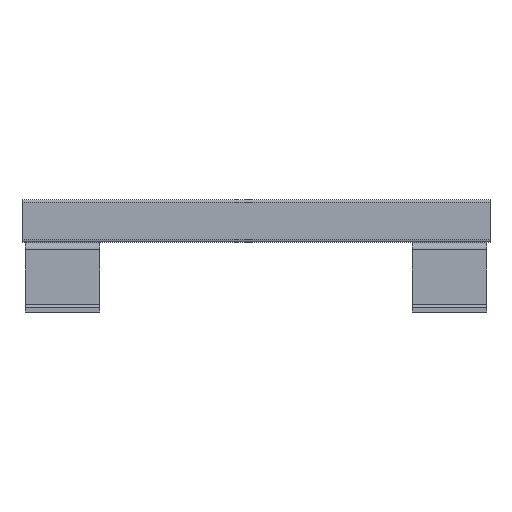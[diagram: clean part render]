
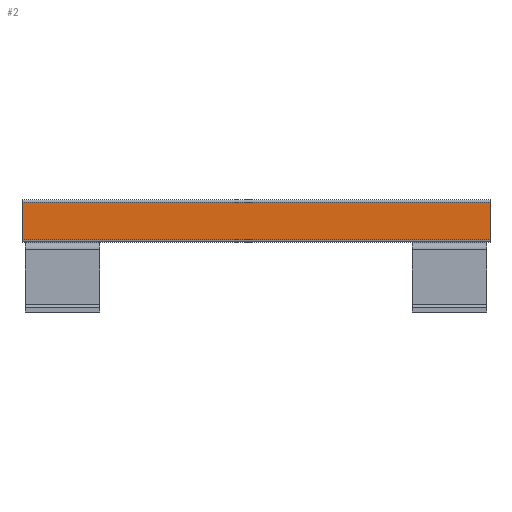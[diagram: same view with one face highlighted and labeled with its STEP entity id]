
A CAD part, left-side view. The second image highlights one B-rep face of the part: STEP entity #2.
In plain terms, the highlighted planar face has unit normal (-1, 0, 0).
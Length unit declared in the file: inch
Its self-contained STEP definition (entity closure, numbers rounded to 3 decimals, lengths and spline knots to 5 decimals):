
#2 = ADVANCED_FACE ( 'NONE', ( #35 ), #1806, .T. ) ;
#35 = FACE_OUTER_BOUND ( 'NONE', #3470, .T. ) ;
#48 = CARTESIAN_POINT ( 'NONE',  ( -0.4065, 0., 0.813 ) ) ;
#90 = CARTESIAN_POINT ( 'NONE',  ( -0.4065, 9., 0.77 ) ) ;
#101 = CARTESIAN_POINT ( 'NONE',  ( -0.4065, 9., 0.813 ) ) ;
#129 = EDGE_CURVE ( 'NONE', #3144, #423, #1238, .T. ) ;
#137 = ORIENTED_EDGE ( 'NONE', *, *, #1051, .T. ) ;
#156 = VECTOR ( 'NONE', #2344, 39.37008 ) ;
#423 = VERTEX_POINT ( 'NONE', #2542 ) ;
#532 = ORIENTED_EDGE ( 'NONE', *, *, #3192, .F. ) ;
#534 = CARTESIAN_POINT ( 'NONE',  ( -0.4065, 0., 0.77 ) ) ;
#641 = DIRECTION ( 'NONE',  ( 0., 0., 1. ) ) ;
#746 = VERTEX_POINT ( 'NONE', #2550 ) ;
#932 = CARTESIAN_POINT ( 'NONE',  ( -0.4065, 0., 0.77 ) ) ;
#1051 = EDGE_CURVE ( 'NONE', #1893, #3144, #2142, .T. ) ;
#1131 = DIRECTION ( 'NONE',  ( 0., 0., -1. ) ) ;
#1156 = VECTOR ( 'NONE', #1131, 39.37008 ) ;
#1238 = LINE ( 'NONE', #101, #1156 ) ;
#1590 = VECTOR ( 'NONE', #2830, 39.37008 ) ;
#1806 = PLANE ( 'NONE',  #2854 ) ;
#1893 = VERTEX_POINT ( 'NONE', #932 ) ;
#2020 = CARTESIAN_POINT ( 'NONE',  ( -0.4065, 0., 0.813 ) ) ;
#2023 = EDGE_CURVE ( 'NONE', #746, #423, #2162, .T. ) ;
#2048 = ORIENTED_EDGE ( 'NONE', *, *, #2023, .F. ) ;
#2119 = ORIENTED_EDGE ( 'NONE', *, *, #129, .T. ) ;
#2142 = LINE ( 'NONE', #534, #3609 ) ;
#2162 = LINE ( 'NONE', #3434, #1590 ) ;
#2344 = DIRECTION ( 'NONE',  ( 0., 0., -1. ) ) ;
#2360 = DIRECTION ( 'NONE',  ( -1., 0., 0. ) ) ;
#2542 = CARTESIAN_POINT ( 'NONE',  ( -0.4065, 9., 0.043 ) ) ;
#2550 = CARTESIAN_POINT ( 'NONE',  ( -0.4065, 0., 0.043 ) ) ;
#2830 = DIRECTION ( 'NONE',  ( 0., 1., 0. ) ) ;
#2854 = AXIS2_PLACEMENT_3D ( 'NONE', #48, #2360, #641 ) ;
#3144 = VERTEX_POINT ( 'NONE', #90 ) ;
#3192 = EDGE_CURVE ( 'NONE', #1893, #746, #3276, .T. ) ;
#3276 = LINE ( 'NONE', #2020, #156 ) ;
#3434 = CARTESIAN_POINT ( 'NONE',  ( -0.4065, 0., 0.043 ) ) ;
#3443 = DIRECTION ( 'NONE',  ( 0., 1., 0. ) ) ;
#3470 = EDGE_LOOP ( 'NONE', ( #532, #137, #2119, #2048 ) ) ;
#3609 = VECTOR ( 'NONE', #3443, 39.37008 ) ;
